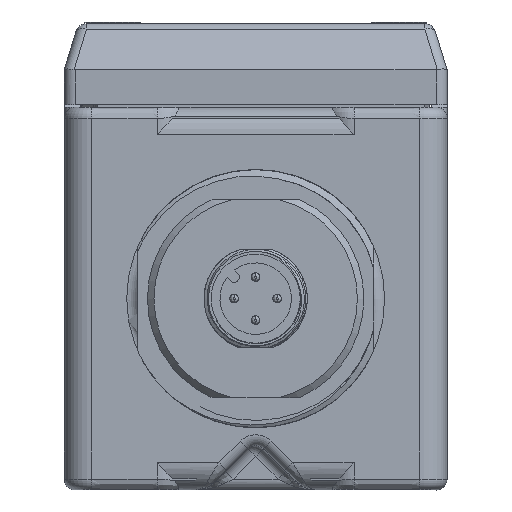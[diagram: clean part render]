
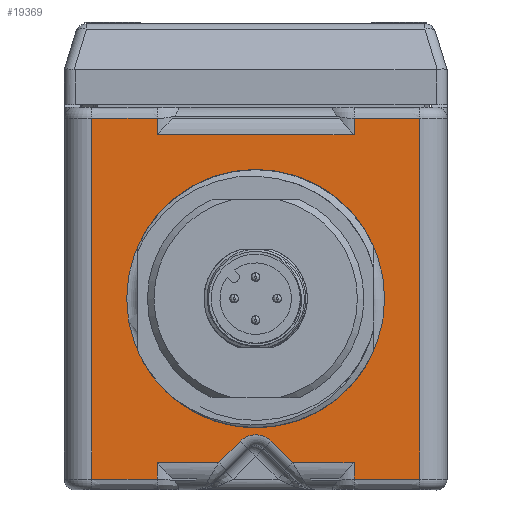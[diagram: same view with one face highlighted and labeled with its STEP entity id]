
A CAD part, front view. The second image highlights one B-rep face of the part: STEP entity #19369.
In plain terms, the highlighted planar face has unit normal (0, -1, 0).
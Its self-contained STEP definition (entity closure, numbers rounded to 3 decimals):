
#1=CARTESIAN_POINT('',(-19.045,-59.44,20.955));
#2=CARTESIAN_POINT('',(-18.521,-59.44,20.955));
#3=CARTESIAN_POINT('',(-17.509,-59.44,20.955));
#4=CARTESIAN_POINT('',(-16.1,-59.44,20.955));
#5=CARTESIAN_POINT('',(-14.789,-59.44,20.955));
#6=CARTESIAN_POINT('',(-13.573,-59.44,20.955));
#7=CARTESIAN_POINT('',(-12.448,-59.44,20.956));
#8=CARTESIAN_POINT('',(-11.759,-59.44,20.953));
#9=CARTESIAN_POINT('',(-11.43,-59.44,20.955));
#11=DIRECTION('',(0.,0.,-1.));
#12=VECTOR('',#11,1.91);
#13=CARTESIAN_POINT('',(-11.43,-59.44,20.955));
#14=LINE('',#13,#12);
#15=DIRECTION('',(0.,0.,-1.));
#16=VECTOR('',#15,1.91);
#17=CARTESIAN_POINT('',(11.43,-59.44,20.955));
#18=LINE('',#17,#16);
#19=CARTESIAN_POINT('',(11.43,-59.44,20.955));
#20=CARTESIAN_POINT('',(11.759,-59.44,20.953));
#21=CARTESIAN_POINT('',(12.448,-59.44,20.956));
#22=CARTESIAN_POINT('',(13.574,-59.44,20.955));
#23=CARTESIAN_POINT('',(14.79,-59.44,20.955));
#24=CARTESIAN_POINT('',(16.1,-59.44,20.955));
#25=CARTESIAN_POINT('',(17.509,-59.44,20.955));
#26=CARTESIAN_POINT('',(18.521,-59.44,20.955));
#27=CARTESIAN_POINT('',(19.045,-59.44,20.955));
#29=CARTESIAN_POINT('',(19.045,-59.44,-20.955));
#30=CARTESIAN_POINT('',(18.521,-59.44,-20.955));
#31=CARTESIAN_POINT('',(17.509,-59.44,-20.955));
#32=CARTESIAN_POINT('',(16.1,-59.44,-20.955));
#33=CARTESIAN_POINT('',(14.79,-59.44,-20.955));
#34=CARTESIAN_POINT('',(13.574,-59.44,-20.955));
#35=CARTESIAN_POINT('',(12.447,-59.44,-20.956));
#36=CARTESIAN_POINT('',(11.759,-59.44,-20.953));
#37=CARTESIAN_POINT('',(11.43,-59.44,-20.955));
#39=DIRECTION('',(0.,0.,-1.));
#40=VECTOR('',#39,1.91);
#41=CARTESIAN_POINT('',(11.43,-59.44,-19.045));
#42=LINE('',#41,#40);
#43=DIRECTION('',(0.,0.,-1.));
#44=VECTOR('',#43,1.91);
#45=CARTESIAN_POINT('',(-11.43,-59.44,-19.045));
#46=LINE('',#45,#44);
#47=CARTESIAN_POINT('',(-11.43,-59.44,-20.955));
#48=CARTESIAN_POINT('',(-11.759,-59.44,-20.953));
#49=CARTESIAN_POINT('',(-12.448,-59.44,-20.956));
#50=CARTESIAN_POINT('',(-13.573,-59.44,-20.955));
#51=CARTESIAN_POINT('',(-14.789,-59.44,-20.955));
#52=CARTESIAN_POINT('',(-16.1,-59.44,-20.955));
#53=CARTESIAN_POINT('',(-17.509,-59.44,-20.955));
#54=CARTESIAN_POINT('',(-18.521,-59.44,-20.955));
#55=CARTESIAN_POINT('',(-19.045,-59.44,-20.955));
#57=DIRECTION('',(0.,0.,1.));
#58=VECTOR('',#57,41.91);
#59=CARTESIAN_POINT('',(-19.045,-59.44,-20.955));
#60=LINE('',#59,#58);
#61=CARTESIAN_POINT('',(0.,-59.44,0.));
#62=DIRECTION('',(0.,-1.,0.));
#63=DIRECTION('',(0.,0.,-1.));
#64=AXIS2_PLACEMENT_3D('',#61,#62,#63);
#66=CARTESIAN_POINT('',(0.,-59.44,0.));
#67=DIRECTION('',(0.,-1.,0.));
#68=DIRECTION('',(0.,0.,1.));
#69=AXIS2_PLACEMENT_3D('',#66,#67,#68);
#5294=DIRECTION('',(1.,0.,0.));
#5295=VECTOR('',#5294,7.142);
#5296=CARTESIAN_POINT('',(-11.43,-59.44,-19.045));
#5297=LINE('',#5296,#5295);
#5333=CARTESIAN_POINT('',(-4.288,-59.44,-19.045));
#5402=CARTESIAN_POINT('',(0.,-59.44,-18.349));
#5403=DIRECTION('',(0.,1.,0.));
#5404=DIRECTION('',(-0.707,0.,0.707));
#5405=AXIS2_PLACEMENT_3D('',#5402,#5403,#5404);
#5407=DIRECTION('',(0.707,0.,0.707));
#5408=VECTOR('',#5407,3.525);
#5409=CARTESIAN_POINT('',(-4.288,-59.44,-19.045));
#5410=LINE('',#5409,#5408);
#5420=DIRECTION('',(-0.707,0.,0.707));
#5421=VECTOR('',#5420,3.525);
#5422=CARTESIAN_POINT('',(4.288,-59.44,-19.045));
#5423=LINE('',#5422,#5421);
#5584=DIRECTION('',(1.,0.,0.));
#5585=VECTOR('',#5584,7.142);
#5586=CARTESIAN_POINT('',(4.288,-59.44,-19.045));
#5587=LINE('',#5586,#5585);
#5693=DIRECTION('',(0.,0.,1.));
#5694=VECTOR('',#5693,41.91);
#5695=CARTESIAN_POINT('',(19.045,-59.44,-20.955));
#5696=LINE('',#5695,#5694);
#5975=DIRECTION('',(-1.,0.,0.));
#5976=VECTOR('',#5975,22.86);
#5977=CARTESIAN_POINT('',(11.43,-59.44,19.045));
#5978=LINE('',#5977,#5976);
#16989=CARTESIAN_POINT('',(0.,-59.44,-14.985));
#16990=CARTESIAN_POINT('',(0.,-59.44,14.985));
#16991=VERTEX_POINT('',#16989);
#16992=VERTEX_POINT('',#16990);
#17053=VERTEX_POINT('',#5333);
#17054=CARTESIAN_POINT('',(-1.796,-59.44,-16.553));
#17055=VERTEX_POINT('',#17054);
#17060=CARTESIAN_POINT('',(1.796,-59.44,-16.553));
#17061=VERTEX_POINT('',#17060);
#17062=CARTESIAN_POINT('',(4.288,-59.44,-19.045));
#17063=VERTEX_POINT('',#17062);
#17178=CARTESIAN_POINT('',(19.045,-59.44,20.955));
#17179=VERTEX_POINT('',#17178);
#17182=VERTEX_POINT('',#1);
#17183=VERTEX_POINT('',#9);
#17185=VERTEX_POINT('',#19);
#17198=CARTESIAN_POINT('',(-19.045,-59.44,-20.955));
#17199=VERTEX_POINT('',#17198);
#17202=VERTEX_POINT('',#29);
#17203=VERTEX_POINT('',#37);
#17205=VERTEX_POINT('',#47);
#17212=CARTESIAN_POINT('',(-11.43,-59.44,19.045));
#17213=VERTEX_POINT('',#17212);
#17292=CARTESIAN_POINT('',(11.43,-59.44,19.045));
#17293=VERTEX_POINT('',#17292);
#17296=CARTESIAN_POINT('',(-11.43,-59.44,-19.045));
#17297=VERTEX_POINT('',#17296);
#17298=CARTESIAN_POINT('',(11.43,-59.44,-19.045));
#17299=VERTEX_POINT('',#17298);
#19324=CARTESIAN_POINT('',(0.,-59.44,0.));
#19325=DIRECTION('',(0.,1.,0.));
#19326=DIRECTION('',(1.,0.,0.));
#19327=AXIS2_PLACEMENT_3D('',#19324,#19325,#19326);
#19328=PLANE('',#19327);
#19330=ORIENTED_EDGE('',*,*,#19329,.T.);
#19332=ORIENTED_EDGE('',*,*,#19331,.T.);
#19334=ORIENTED_EDGE('',*,*,#19333,.F.);
#19336=ORIENTED_EDGE('',*,*,#19335,.F.);
#19338=ORIENTED_EDGE('',*,*,#19337,.T.);
#19340=ORIENTED_EDGE('',*,*,#19339,.F.);
#19342=ORIENTED_EDGE('',*,*,#19341,.T.);
#19344=ORIENTED_EDGE('',*,*,#19343,.F.);
#19346=ORIENTED_EDGE('',*,*,#19345,.F.);
#19348=ORIENTED_EDGE('',*,*,#19347,.T.);
#19350=ORIENTED_EDGE('',*,*,#19349,.F.);
#19352=ORIENTED_EDGE('',*,*,#19351,.F.);
#19354=ORIENTED_EDGE('',*,*,#19353,.F.);
#19356=ORIENTED_EDGE('',*,*,#19355,.T.);
#19358=ORIENTED_EDGE('',*,*,#19357,.T.);
#19360=ORIENTED_EDGE('',*,*,#19359,.T.);
#19361=EDGE_LOOP('',(#19330,#19332,#19334,#19336,#19338,#19340,#19342,#19344,
#19346,#19348,#19350,#19352,#19354,#19356,#19358,#19360));
#19362=FACE_OUTER_BOUND('',#19361,.F.);
#19364=ORIENTED_EDGE('',*,*,#19363,.T.);
#19366=ORIENTED_EDGE('',*,*,#19365,.T.);
#19367=EDGE_LOOP('',(#19364,#19366));
#19368=FACE_BOUND('',#19367,.F.);
#19369=ADVANCED_FACE('',(#19362,#19368),#19328,.F.);
#10=B_SPLINE_CURVE_WITH_KNOTS('',3,(#1,#2,#3,#4,#5,#6,#7,#8,#9),.UNSPECIFIED.,
.F.,.F.,(4,1,1,1,1,1,4),(0.,0.167,0.333,0.5,
0.667,0.833,1.),.UNSPECIFIED.);
#28=B_SPLINE_CURVE_WITH_KNOTS('',3,(#19,#20,#21,#22,#23,#24,#25,#26,#27),
.UNSPECIFIED.,.F.,.F.,(4,1,1,1,1,1,4),(0.,0.167,0.333,
0.5,0.667,0.833,1.),.UNSPECIFIED.);
#38=B_SPLINE_CURVE_WITH_KNOTS('',3,(#29,#30,#31,#32,#33,#34,#35,#36,#37),
.UNSPECIFIED.,.F.,.F.,(4,1,1,1,1,1,4),(0.,0.167,0.333,
0.5,0.667,0.833,1.),.UNSPECIFIED.);
#56=B_SPLINE_CURVE_WITH_KNOTS('',3,(#47,#48,#49,#50,#51,#52,#53,#54,#55),
.UNSPECIFIED.,.F.,.F.,(4,1,1,1,1,1,4),(0.,0.167,0.333,
0.5,0.667,0.833,1.),.UNSPECIFIED.);
#65=CIRCLE('',#64,14.985);
#70=CIRCLE('',#69,14.985);
#5406=CIRCLE('',#5405,2.54);
#19329=EDGE_CURVE('',#17182,#17183,#10,.T.);
#19331=EDGE_CURVE('',#17183,#17213,#14,.T.);
#19333=EDGE_CURVE('',#17293,#17213,#5978,.T.);
#19335=EDGE_CURVE('',#17185,#17293,#18,.T.);
#19337=EDGE_CURVE('',#17185,#17179,#28,.T.);
#19339=EDGE_CURVE('',#17202,#17179,#5696,.T.);
#19341=EDGE_CURVE('',#17202,#17203,#38,.T.);
#19343=EDGE_CURVE('',#17299,#17203,#42,.T.);
#19345=EDGE_CURVE('',#17063,#17299,#5587,.T.);
#19347=EDGE_CURVE('',#17063,#17061,#5423,.T.);
#19349=EDGE_CURVE('',#17055,#17061,#5406,.T.);
#19351=EDGE_CURVE('',#17053,#17055,#5410,.T.);
#19353=EDGE_CURVE('',#17297,#17053,#5297,.T.);
#19355=EDGE_CURVE('',#17297,#17205,#46,.T.);
#19357=EDGE_CURVE('',#17205,#17199,#56,.T.);
#19359=EDGE_CURVE('',#17199,#17182,#60,.T.);
#19363=EDGE_CURVE('',#16991,#16992,#65,.T.);
#19365=EDGE_CURVE('',#16992,#16991,#70,.T.);
